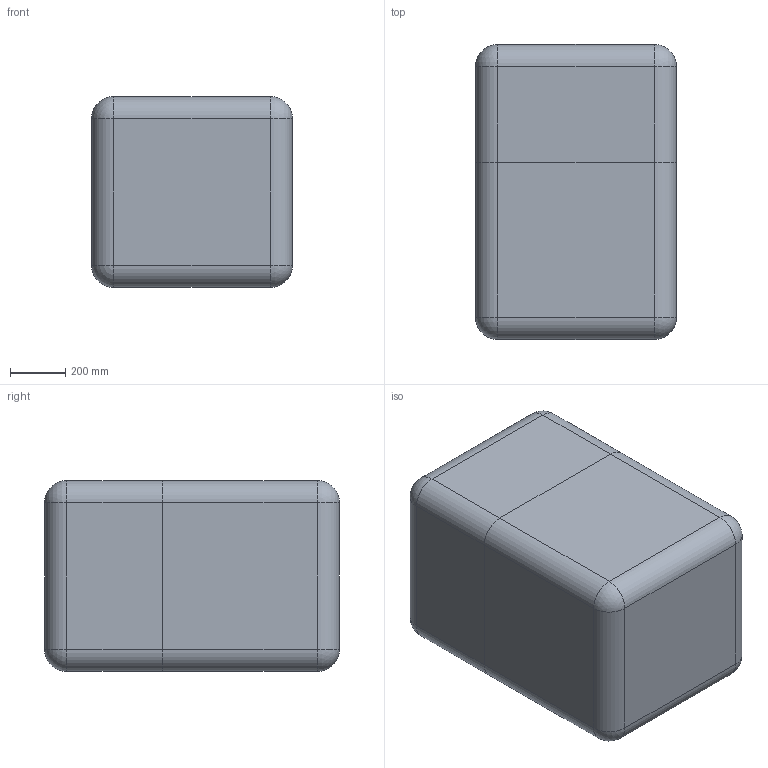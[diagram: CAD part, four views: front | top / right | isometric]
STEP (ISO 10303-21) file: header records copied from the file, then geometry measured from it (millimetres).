
FILE_DESCRIPTION (( 'STEP AP214' ), '1' );
FILE_NAME ('Êîíòåéíåð ÀÄÌÈÐÀË®ÏÐÎÔÅÑÑÈÎÍÀËÜÍÛÅ 294_óïðîùåííàÿ 3D-ìîäåëü.STEP', '2025-09-15T10:08:34', ( '' ), ( '' ), 'SwSTEP 2.0', 'SolidWorks 2021', '' );
FILE_SCHEMA (( 'AUTOMOTIVE_DESIGN' ));
Products named in the file (3): Lid 70; Êîíòåéíåð ÀÄÌÈÐÀË®ÏÐÎÔÅÑÑÈÎÍÀËÜÍÛÅ 294_óïðîùåííàÿ 3D-ìîäåëü; Base 293
Assembly tree (2 placements, depth 2):
  Êîíòåéíåð ÀÄÌÈÐÀË®ÏÐÎÔÅÑÑÈÎÍÀËÜÍÛÅ 294_óïðîùåííàÿ 3D-ìîäåëü
    Base 293
    Lid 70
Bounding box: 727.36 x 1067.26 x 690.7 mm (x, y, z)
Volume: 180611642.2 mm3; surface area: 7888818.9 mm2
Topology: 2 solids, 2 shells, 1248 faces, 3086 edges, 1788 vertices
Faces by surface type: cylinder 526, bspline 284, plane 266, torus 128, cone 24, sphere 20
Entity records: 66192 total; most frequent: CARTESIAN_POINT 38719, ORIENTED_EDGE 6044, DIRECTION 5444, EDGE_CURVE 3022, AXIS2_PLACEMENT_3D 2121, VERTEX_POINT 1788, EDGE_LOOP 1264, FACE_OUTER_BOUND 1248
